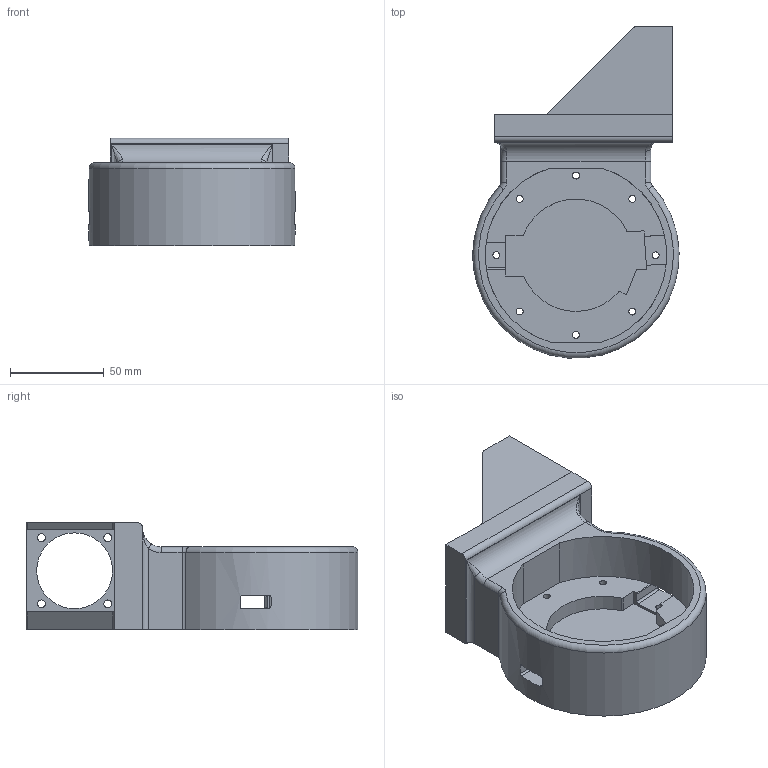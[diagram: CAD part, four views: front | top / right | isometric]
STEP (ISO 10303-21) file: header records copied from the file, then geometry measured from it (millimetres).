
FILE_DESCRIPTION(/* description */ ('','CAx-IF Rec.Pracs.---Representation and Presentation of Product Manufacturing Information (PMI)---4.0---2014-10-13'),/* implementation_level */ '2;1');
FILE_NAME(/* name */ '',/* time_stamp */ '2025-02-12T14:25:34+08:00',/* author */ (''),/* organization */ (''),/* preprocessor_version */ 'ST-DEVELOPER v20',/* originating_system */ 'Autodesk Translation Framework v13.20.0.188',/* authorisation */ '');
FILE_SCHEMA (('AP242_MANAGED_MODEL_BASED_3D_ENGINEERING_MIM_LF { 1 0 10303 442 1 1 4 }'));
Length unit declared in the file: millimetre
Products named in the file (1): Fusion 零部件
Bounding box: 109.96 x 177.01 x 57.32 mm (x, y, z)
Volume: 359155.2 mm3; surface area: 69183.5 mm2
Topology: 1 solids, 1 shells, 111 faces, 281 edges, 181 vertices
Faces by surface type: plane 53, cylinder 50, torus 5, bspline 3
Full cylindrical faces by diameter (mm): 3.7 x8, 4.2 x4, 8 x8, 9 x4, 40.5 x1
Entity records: 3675 total; most frequent: CARTESIAN_POINT 846, DIRECTION 594, ORIENTED_EDGE 558, EDGE_CURVE 279, AXIS2_PLACEMENT_3D 219, VERTEX_POINT 181, LINE 156, VECTOR 156
